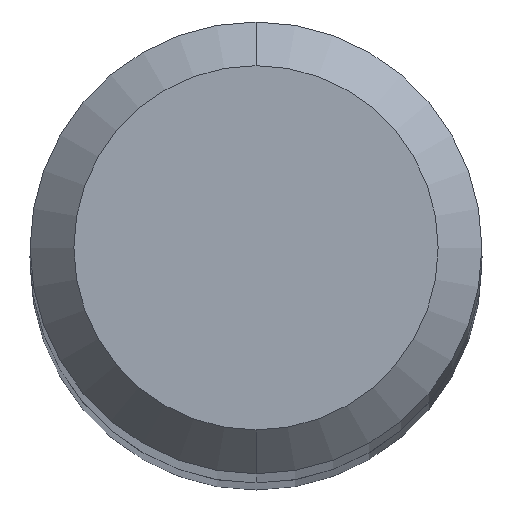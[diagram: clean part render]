
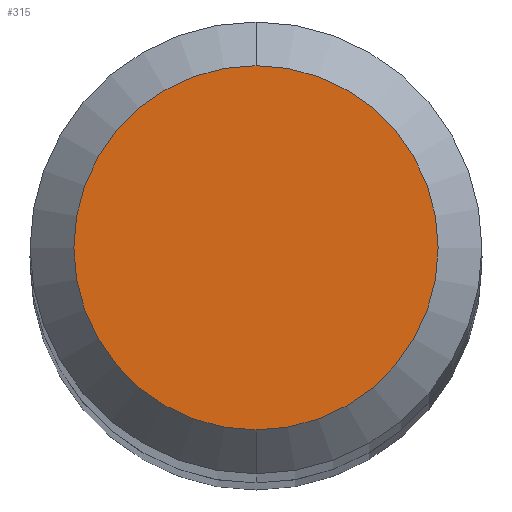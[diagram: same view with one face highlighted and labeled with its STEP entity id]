
A CAD part, top view. The second image highlights one B-rep face of the part: STEP entity #315.
In plain terms, the highlighted planar face has unit normal (0, 0, 1).
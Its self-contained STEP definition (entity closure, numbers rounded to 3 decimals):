
#211=VERTEX_POINT('',#490);
#315=ADVANCED_FACE('',(#604),#605,.T.);
#359=EDGE_CURVE('',#211,#415,#653,.T.);
#387=EDGE_CURVE('',#415,#211,#685,.T.);
#415=VERTEX_POINT('',#716);
#490=CARTESIAN_POINT('',(0.,-1.25,0.0));
#604=FACE_OUTER_BOUND('',#1088,.T.);
#605=PLANE('',#1089);
#653=CIRCLE('',#1179,1.25);
#685=CIRCLE('',#1249,1.25);
#716=CARTESIAN_POINT('',(0.0,1.25,0.0));
#1088=EDGE_LOOP('',(#1497,#1498));
#1089=AXIS2_PLACEMENT_3D('',#1499,#1500,#1501);
#1179=AXIS2_PLACEMENT_3D('',#1551,#1552,#1553);
#1249=AXIS2_PLACEMENT_3D('',#1592,#1593,#1594);
#1497=ORIENTED_EDGE('',*,*,#387,.F.);
#1498=ORIENTED_EDGE('',*,*,#359,.F.);
#1499=CARTESIAN_POINT('',(0.0,0.625,0.0));
#1500=DIRECTION('',(-0.0,0.0,1.0));
#1501=DIRECTION('',(0.0,-1.0,0.0));
#1551=CARTESIAN_POINT('',(0.0,0.0,0.0));
#1552=DIRECTION('',(0.0,0.0,-1.0));
#1553=DIRECTION('',(0.0,1.0,0.0));
#1592=CARTESIAN_POINT('',(0.0,0.0,0.0));
#1593=DIRECTION('',(0.0,0.0,-1.0));
#1594=DIRECTION('',(0.0,1.0,0.0));
